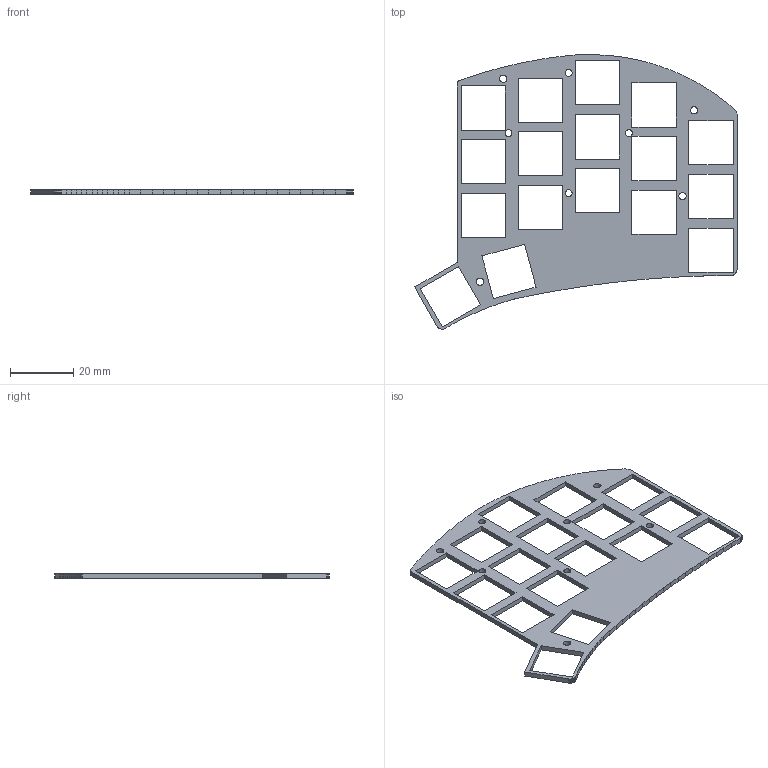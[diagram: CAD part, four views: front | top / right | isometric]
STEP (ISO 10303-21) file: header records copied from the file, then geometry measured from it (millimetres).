
FILE_DESCRIPTION(('KiCad electronic assembly'),'2;1');
FILE_NAME('sweeq plate.step','2023-09-03T14:24:16',('Pcbnew'),('Kicad'), 'Open CASCADE STEP processor 7.7','KiCad to STEP converter','Unknown' );
FILE_SCHEMA(('AUTOMOTIVE_DESIGN { 1 0 10303 214 1 1 1 1 }'));
Length unit declared in the file: millimetre
Products named in the file (2): sweeq plate 1; sweeq plate PCB
Assembly tree (1 placements, depth 2):
  sweeq plate 1
    sweeq plate PCB
Bounding box: 102.02 x 86.86 x 1.58 mm (x, y, z)
Volume: 4692 mm3; surface area: 8053.8 mm2
Topology: 1 solids, 1 shells, 196 faces, 582 edges, 388 vertices
Faces by surface type: plane 188, cylinder 8
Full cylindrical faces by diameter (mm): 2.2 x4, 2.3 x4
Entity records: 14203 total; most frequent: CARTESIAN_POINT 2428, DIRECTION 2142, LINE 1714, VECTOR 1714, ORIENTED_EDGE 1164, PCURVE 1164, DEFINITIONAL_REPRESENTATION 1164, EDGE_CURVE 582
